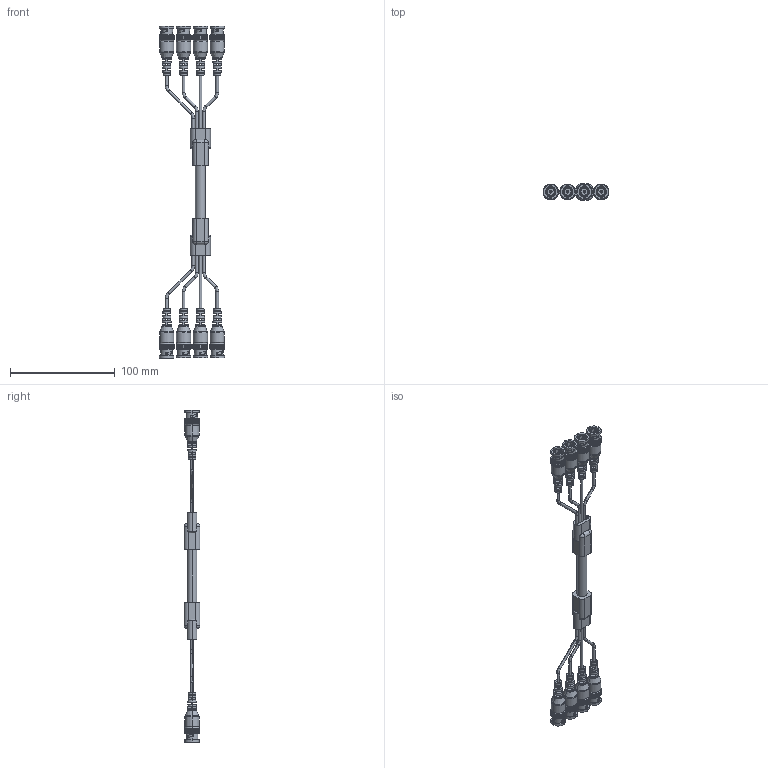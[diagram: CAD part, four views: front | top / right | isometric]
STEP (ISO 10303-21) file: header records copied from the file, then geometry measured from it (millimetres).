
FILE_DESCRIPTION (( 'STEP AP214' ), '1' );
FILE_NAME ('CTL4B.STEP', '2006-08-24T19:46:25', ( 'L-COM' ), ( 'L-COM' ), 'SwSTEP 2.0', 'SolidWorks 2006052', '' );
FILE_SCHEMA (( 'AUTOMOTIVE_DESIGN' ));
Length unit declared in the file: inch
Products named in the file (5): CTL4B; CTL3B-5B-MA1_four legs without ferrite bead; MTN-056; BAC836B-87_with flange; CTL5CAT-3B-MA1
Assembly tree (11 placements, depth 3):
  CTL4B
    CTL5CAT-3B-MA1  x8
      MTN-056
      BAC836B-87_with flange
    CTL3B-5B-MA1_four legs without ferrite bead
Bounding box: 62.87 x 15.24 x 317.6 mm (x, y, z)
Volume: 49655 mm3; surface area: 42186.3 mm2
Topology: 17 solids, 17 shells, 3354 faces, 9684 edges, 6360 vertices
Faces by surface type: plane 1864, cylinder 1164, torus 182, bspline 96, cone 32, sphere 16
Entity records: 27790 total; most frequent: CARTESIAN_POINT 11552, DIRECTION 3235, ORIENTED_EDGE 3218, EDGE_CURVE 1609, AXIS2_PLACEMENT_3D 1190, VERTEX_POINT 1031, VECTOR 855, LINE 855
